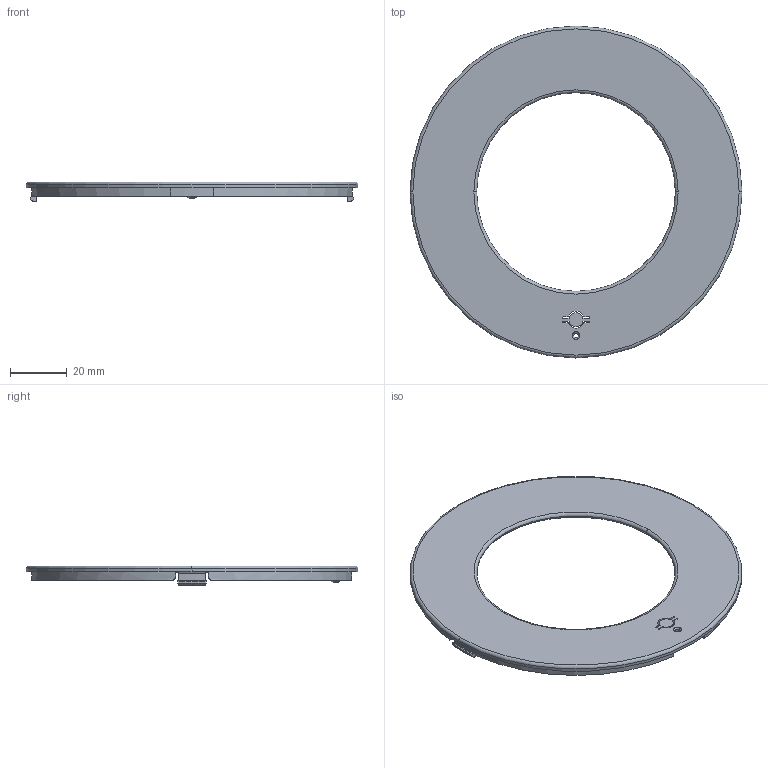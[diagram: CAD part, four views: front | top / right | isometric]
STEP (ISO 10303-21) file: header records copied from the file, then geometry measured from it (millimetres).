
FILE_DESCRIPTION (( 'STEP AP203' ), '1' );
FILE_NAME ('CaseTop.STEP', '2025-05-22T04:18:46', ( '' ), ( '' ), 'SwSTEP 2.0', 'SolidWorks 2024', '' );
FILE_SCHEMA (( 'CONFIG_CONTROL_DESIGN' ));
Length unit declared in the file: millimetre
Products named in the file (1): CaseTop
Bounding box: 117 x 117 x 7 mm (x, y, z)
Volume: 15802.6 mm3; surface area: 16750 mm2
Topology: 1 solids, 1 shells, 212 faces, 535 edges, 307 vertices
Faces by surface type: cylinder 76, torus 60, plane 38, bspline 28, cone 6, sphere 4
Entity records: 7464 total; most frequent: CARTESIAN_POINT 2474, DIRECTION 1078, ORIENTED_EDGE 1038, EDGE_CURVE 519, AXIS2_PLACEMENT_3D 458, VERTEX_POINT 307, CIRCLE 273, EDGE_LOOP 218
